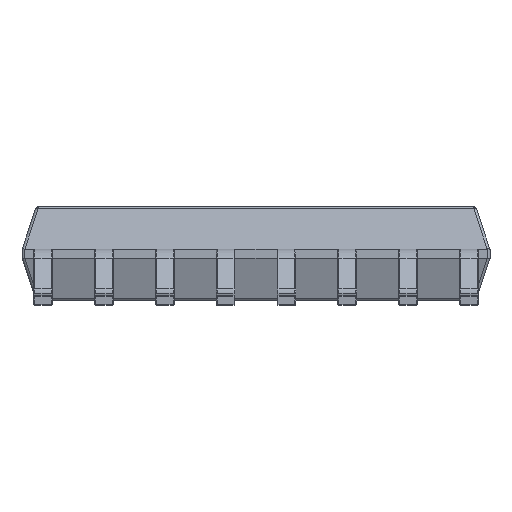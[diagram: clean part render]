
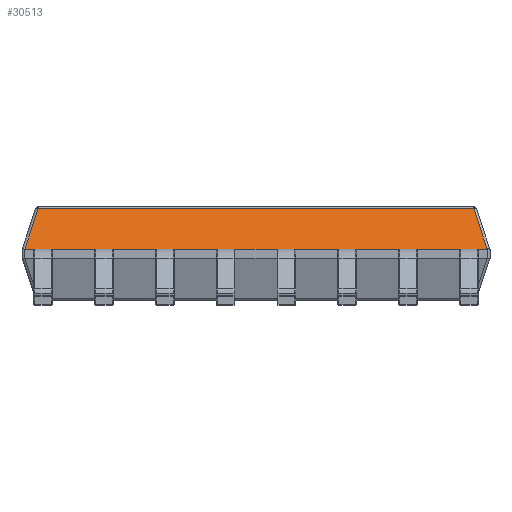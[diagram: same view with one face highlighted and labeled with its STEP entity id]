
A CAD part, left-side view. The second image highlights one B-rep face of the part: STEP entity #30513.
In plain terms, the highlighted planar face has unit normal (-0.949, 0, 0.316).
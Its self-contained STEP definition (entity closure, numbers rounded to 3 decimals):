
#2181 = ORIENTED_EDGE ( 'NONE', *, *, #34937, .T. ) ;
#2207 = VECTOR ( 'NONE', #10415, 1000. ) ;
#3078 = EDGE_LOOP ( 'NONE', ( #39780, #2181, #24939, #23420, #12373, #12651 ) ) ;
#3230 =( BOUNDED_CURVE ( )  B_SPLINE_CURVE ( 3, ( #14744, #22908, #23787, #54444 ),
 .UNSPECIFIED., .F., .T. ) 
 B_SPLINE_CURVE_WITH_KNOTS ( ( 4, 4 ),
 ( 0., 0.05 ),
 .UNSPECIFIED. ) 
 CURVE ( )  GEOMETRIC_REPRESENTATION_ITEM ( )  RATIONAL_B_SPLINE_CURVE ( ( 1., 1., 1., 1. ) ) 
 REPRESENTATION_ITEM ( '' )  );
#4162 = VERTEX_POINT ( 'NONE', #6334 ) ;
#6334 = CARTESIAN_POINT ( 'NONE',  ( -2.057, 2.328, 1.009 ) ) ;
#6894 = CARTESIAN_POINT ( 'NONE',  ( -1.839, 2.11, 1.663 ) ) ;
#8910 =( BOUNDED_CURVE ( )  B_SPLINE_CURVE ( 3, ( #27255, #54368, #37261, #49657 ),
 .UNSPECIFIED., .F., .T. ) 
 B_SPLINE_CURVE_WITH_KNOTS ( ( 4, 4 ),
 ( 6.233, 6.283 ),
 .UNSPECIFIED. ) 
 CURVE ( )  GEOMETRIC_REPRESENTATION_ITEM ( )  RATIONAL_B_SPLINE_CURVE ( ( 1., 1., 1., 1. ) ) 
 REPRESENTATION_ITEM ( '' )  );
#10415 = DIRECTION ( 'NONE',  ( 0., 1., 0. ) ) ;
#12373 = ORIENTED_EDGE ( 'NONE', *, *, #44187, .T. ) ;
#12651 = ORIENTED_EDGE ( 'NONE', *, *, #35247, .T. ) ;
#13513 = CARTESIAN_POINT ( 'NONE',  ( -2.057, -2.328, 1.009 ) ) ;
#14744 = CARTESIAN_POINT ( 'NONE',  ( -2.2, -2.47, 0.58 ) ) ;
#16334 = AXIS2_PLACEMENT_3D ( 'NONE', #39435, #39160, #16944 ) ;
#16358 = FACE_OUTER_BOUND ( 'NONE', #3078, .T. ) ;
#16413 = VERTEX_POINT ( 'NONE', #33717 ) ;
#16647 = PLANE ( 'NONE',  #16334 ) ;
#16944 = DIRECTION ( 'NONE',  ( 0., 1., 0. ) ) ;
#18351 = DIRECTION ( 'NONE',  ( 0., 1., 0. ) ) ;
#18714 = LINE ( 'NONE', #27810, #47533 ) ;
#22908 = CARTESIAN_POINT ( 'NONE',  ( -2.2, -2.471, 0.58 ) ) ;
#23420 = ORIENTED_EDGE ( 'NONE', *, *, #49606, .T. ) ;
#23787 = CARTESIAN_POINT ( 'NONE',  ( -2.2, -2.471, 0.58 ) ) ;
#24013 = EDGE_CURVE ( 'NONE', #16413, #53050, #42505, .T. ) ;
#24169 = VERTEX_POINT ( 'NONE', #43709 ) ;
#24421 = VERTEX_POINT ( 'NONE', #13513 ) ;
#24939 = ORIENTED_EDGE ( 'NONE', *, *, #55336, .T. ) ;
#27255 = CARTESIAN_POINT ( 'NONE',  ( -2.2, 2.472, 0.58 ) ) ;
#27810 = CARTESIAN_POINT ( 'NONE',  ( -1.839, -2.11, 1.663 ) ) ;
#28815 = CARTESIAN_POINT ( 'NONE',  ( -2.2, 2.5, 0.58 ) ) ;
#29675 = CARTESIAN_POINT ( 'NONE',  ( -2.2, 2.47, 0.58 ) ) ;
#29715 = DIRECTION ( 'NONE',  ( -0.302, 0.302, -0.905 ) ) ;
#30513 = ADVANCED_FACE ( 'NONE', ( #16358 ), #16647, .T. ) ;
#33717 = CARTESIAN_POINT ( 'NONE',  ( -2.2, -2.47, 0.58 ) ) ;
#34937 = EDGE_CURVE ( 'NONE', #16413, #50686, #3230, .T. ) ;
#35247 = EDGE_CURVE ( 'NONE', #24169, #53050, #8910, .T. ) ;
#36762 = VECTOR ( 'NONE', #29715, 1000. ) ;
#37261 = CARTESIAN_POINT ( 'NONE',  ( -2.2, 2.471, 0.58 ) ) ;
#39160 = DIRECTION ( 'NONE',  ( -0.949, 0., 0.316 ) ) ;
#39435 = CARTESIAN_POINT ( 'NONE',  ( -2.05, 0., 1.03 ) ) ;
#39780 = ORIENTED_EDGE ( 'NONE', *, *, #24013, .F. ) ;
#41127 = VECTOR ( 'NONE', #18351, 1000. ) ;
#42505 = LINE ( 'NONE', #28815, #2207 ) ;
#43709 = CARTESIAN_POINT ( 'NONE',  ( -2.2, 2.472, 0.58 ) ) ;
#44187 = EDGE_CURVE ( 'NONE', #4162, #24169, #57010, .T. ) ;
#45617 = DIRECTION ( 'NONE',  ( 0.302, 0.302, 0.905 ) ) ;
#47240 = CARTESIAN_POINT ( 'NONE',  ( -2.2, -2.472, 0.58 ) ) ;
#47533 = VECTOR ( 'NONE', #45617, 1000. ) ;
#49606 = EDGE_CURVE ( 'NONE', #24421, #4162, #53967, .T. ) ;
#49657 = CARTESIAN_POINT ( 'NONE',  ( -2.2, 2.47, 0.58 ) ) ;
#49842 = CARTESIAN_POINT ( 'NONE',  ( -2.057, 0., 1.009 ) ) ;
#50686 = VERTEX_POINT ( 'NONE', #47240 ) ;
#53050 = VERTEX_POINT ( 'NONE', #29675 ) ;
#53967 = LINE ( 'NONE', #49842, #41127 ) ;
#54368 = CARTESIAN_POINT ( 'NONE',  ( -2.2, 2.471, 0.58 ) ) ;
#54444 = CARTESIAN_POINT ( 'NONE',  ( -2.2, -2.472, 0.58 ) ) ;
#55336 = EDGE_CURVE ( 'NONE', #50686, #24421, #18714, .T. ) ;
#57010 = LINE ( 'NONE', #6894, #36762 ) ;
